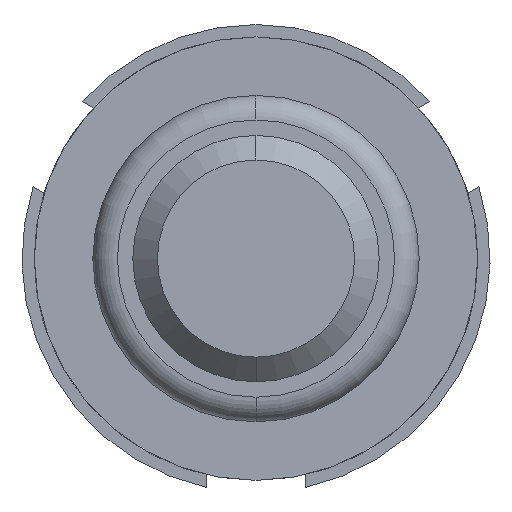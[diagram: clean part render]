
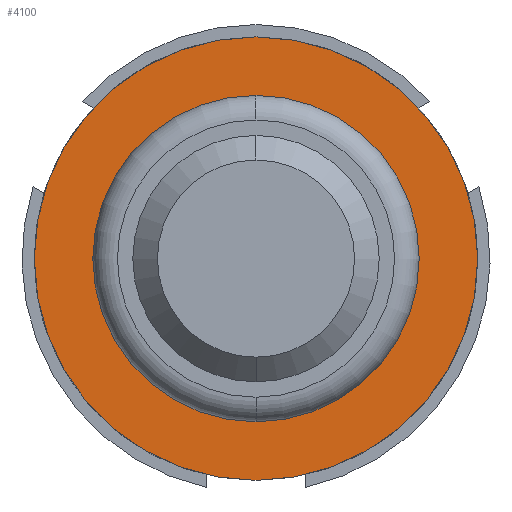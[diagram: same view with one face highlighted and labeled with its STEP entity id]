
A CAD part, front view. The second image highlights one B-rep face of the part: STEP entity #4100.
In plain terms, the highlighted planar face has unit normal (0, -1, 0).
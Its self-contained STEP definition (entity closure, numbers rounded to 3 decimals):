
#106 = CIRCLE ( 'NONE', #766, 1.325 ) ;
#124 = EDGE_LOOP ( 'NONE', ( #2970, #3510 ) ) ;
#145 = EDGE_CURVE ( 'Defeature ausgef�hrt3_39+Defeature ausgef�hrt3_40+Defeature ausgef�hrt3_40+Defeature ausgef�hrt3_40', #1167, #1972, #106, .T. ) ;
#223 = CARTESIAN_POINT ( 'NONE',  ( 0., -1.8, 1.8 ) ) ;
#253 = DIRECTION ( 'NONE',  ( 0., 0., 1. ) ) ;
#398 = VERTEX_POINT ( 'NONE', #223 ) ;
#766 = AXIS2_PLACEMENT_3D ( 'NONE', #3767, #4027, #1309 ) ;
#851 = CARTESIAN_POINT ( 'NONE',  ( 0., -1.8, 0. ) ) ;
#1010 = AXIS2_PLACEMENT_3D ( 'NONE', #2904, #2171, #2545 ) ;
#1167 = VERTEX_POINT ( 'NONE', #4340 ) ;
#1217 = AXIS2_PLACEMENT_3D ( 'NONE', #2061, #3170, #2106 ) ;
#1306 = DIRECTION ( 'NONE',  ( 0., 1., 0. ) ) ;
#1309 = DIRECTION ( 'NONE',  ( 0., 0., 1. ) ) ;
#1861 = DIRECTION ( 'NONE',  ( 0., 1., 0. ) ) ;
#1972 = VERTEX_POINT ( 'NONE', #3046 ) ;
#2061 = CARTESIAN_POINT ( 'NONE',  ( 0., -1.8, 0. ) ) ;
#2106 = DIRECTION ( 'NONE',  ( 0., 0., 1. ) ) ;
#2171 = DIRECTION ( 'NONE',  ( 0., 1., 0. ) ) ;
#2397 = CARTESIAN_POINT ( 'NONE',  ( 0., -1.8, -1.8 ) ) ;
#2538 = EDGE_CURVE ( 'Defeature ausgef�hrt3_39+Defeature ausgef�hrt3_40+Defeature ausgef�hrt3_40+Defeature ausgef�hrt3_40', #1972, #1167, #3136, .T. ) ;
#2545 = DIRECTION ( 'NONE',  ( 0., 0., 1. ) ) ;
#2566 = FACE_BOUND ( 'NONE', #3395, .T. ) ;
#2663 = EDGE_CURVE ( 'Defeature ausgef�hrt3_38+Defeature ausgef�hrt3_39+Defeature ausgef�hrt3_39+Defeature ausgef�hrt3_39', #398, #3513, #3276, .T. ) ;
#2854 = ORIENTED_EDGE ( 'NONE', *, *, #145, .T. ) ;
#2904 = CARTESIAN_POINT ( 'NONE',  ( 1.8, -1.8, 0. ) ) ;
#2929 = FACE_OUTER_BOUND ( 'NONE', #124, .T. ) ;
#2930 = AXIS2_PLACEMENT_3D ( 'NONE', #851, #1861, #2934 ) ;
#2934 = DIRECTION ( 'NONE',  ( 0., 0., 1. ) ) ;
#2970 = ORIENTED_EDGE ( 'NONE', *, *, #2663, .F. ) ;
#3046 = CARTESIAN_POINT ( 'NONE',  ( 0., -1.8, -1.325 ) ) ;
#3061 = CARTESIAN_POINT ( 'NONE',  ( 0., -1.8, 0. ) ) ;
#3136 = CIRCLE ( 'NONE', #1217, 1.325 ) ;
#3170 = DIRECTION ( 'NONE',  ( 0., 1., 0. ) ) ;
#3276 = CIRCLE ( 'NONE', #2930, 1.8 ) ;
#3395 = EDGE_LOOP ( 'NONE', ( #2854, #3477 ) ) ;
#3477 = ORIENTED_EDGE ( 'NONE', *, *, #2538, .T. ) ;
#3510 = ORIENTED_EDGE ( 'NONE', *, *, #3903, .F. ) ;
#3513 = VERTEX_POINT ( 'NONE', #2397 ) ;
#3539 = PLANE ( 'NONE',  #1010 ) ;
#3767 = CARTESIAN_POINT ( 'NONE',  ( 0., -1.8, 0. ) ) ;
#3864 = CIRCLE ( 'NONE', #4222, 1.8 ) ;
#3903 = EDGE_CURVE ( 'Defeature ausgef�hrt3_38+Defeature ausgef�hrt3_39+Defeature ausgef�hrt3_39+Defeature ausgef�hrt3_39', #3513, #398, #3864, .T. ) ;
#4027 = DIRECTION ( 'NONE',  ( 0., 1., 0. ) ) ;
#4100 = ADVANCED_FACE ( 'Defeature ausgef�hrt3_39', ( #2929, #2566 ), #3539, .F. ) ;
#4222 = AXIS2_PLACEMENT_3D ( 'NONE', #3061, #1306, #253 ) ;
#4340 = CARTESIAN_POINT ( 'NONE',  ( 0., -1.8, 1.325 ) ) ;
